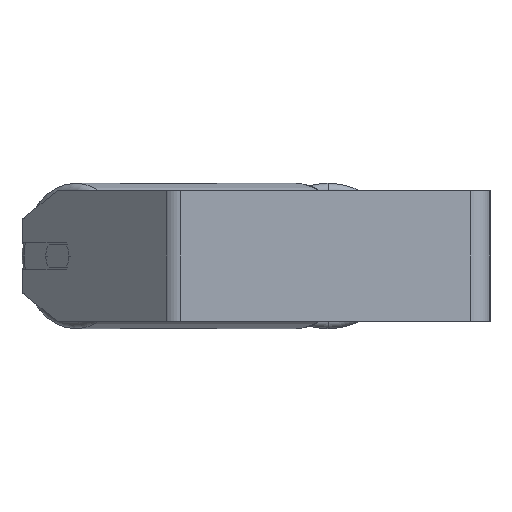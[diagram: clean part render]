
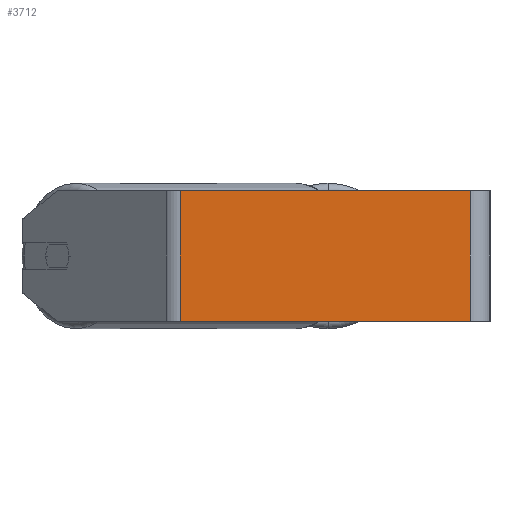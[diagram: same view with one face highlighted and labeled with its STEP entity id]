
A CAD part, left-side view. The second image highlights one B-rep face of the part: STEP entity #3712.
In plain terms, the highlighted planar face has unit normal (-1, 0, 0).
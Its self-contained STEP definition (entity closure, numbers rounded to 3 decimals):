
#30 = CARTESIAN_POINT ( 'NONE',  ( -360., 189.47, -40. ) ) ;
#352 = DIRECTION ( 'NONE',  ( 0., 0., -1. ) ) ;
#399 = DIRECTION ( 'NONE',  ( 0., 0., -1. ) ) ;
#441 = LINE ( 'NONE', #2473, #6489 ) ;
#442 = CARTESIAN_POINT ( 'NONE',  ( -360., 12., 40. ) ) ;
#701 = EDGE_CURVE ( 'NONE', #8662, #4555, #2991, .T. ) ;
#1599 = EDGE_LOOP ( 'NONE', ( #3812, #2749, #7151, #4298 ) ) ;
#2473 = CARTESIAN_POINT ( 'NONE',  ( -360., 194.441, 40. ) ) ;
#2749 = ORIENTED_EDGE ( 'NONE', *, *, #701, .F. ) ;
#2954 = VERTEX_POINT ( 'NONE', #6129 ) ;
#2991 = LINE ( 'NONE', #5775, #5202 ) ;
#3024 = CARTESIAN_POINT ( 'NONE',  ( -360., 189.47, 40. ) ) ;
#3712 = ADVANCED_FACE ( 'NONE', ( #4438 ), #7143, .F. ) ;
#3768 = CARTESIAN_POINT ( 'NONE',  ( -360., 194.441, 40. ) ) ;
#3812 = ORIENTED_EDGE ( 'NONE', *, *, #5947, .T. ) ;
#3832 = VECTOR ( 'NONE', #352, 1000. ) ;
#4298 = ORIENTED_EDGE ( 'NONE', *, *, #4664, .T. ) ;
#4438 = FACE_OUTER_BOUND ( 'NONE', #1599, .T. ) ;
#4555 = VERTEX_POINT ( 'NONE', #7419 ) ;
#4664 = EDGE_CURVE ( 'NONE', #2954, #5621, #5681, .T. ) ;
#4746 = CARTESIAN_POINT ( 'NONE',  ( -360., 194.441, -40. ) ) ;
#5202 = VECTOR ( 'NONE', #7771, 1000. ) ;
#5621 = VERTEX_POINT ( 'NONE', #30 ) ;
#5681 = LINE ( 'NONE', #3024, #3832 ) ;
#5775 = CARTESIAN_POINT ( 'NONE',  ( -360., 12., 40. ) ) ;
#5947 = EDGE_CURVE ( 'NONE', #5621, #4555, #8732, .T. ) ;
#6129 = CARTESIAN_POINT ( 'NONE',  ( -360., 189.47, 40. ) ) ;
#6253 = VECTOR ( 'NONE', #7448, 1000. ) ;
#6480 = DIRECTION ( 'NONE',  ( 1., 0., 0. ) ) ;
#6489 = VECTOR ( 'NONE', #7882, 1000. ) ;
#7031 = EDGE_CURVE ( 'NONE', #2954, #8662, #441, .T. ) ;
#7143 = PLANE ( 'NONE',  #7629 ) ;
#7151 = ORIENTED_EDGE ( 'NONE', *, *, #7031, .F. ) ;
#7419 = CARTESIAN_POINT ( 'NONE',  ( -360., 12., -40. ) ) ;
#7448 = DIRECTION ( 'NONE',  ( 0., -1., 0. ) ) ;
#7629 = AXIS2_PLACEMENT_3D ( 'NONE', #3768, #6480, #399 ) ;
#7771 = DIRECTION ( 'NONE',  ( 0., 0., -1. ) ) ;
#7882 = DIRECTION ( 'NONE',  ( 0., -1., 0. ) ) ;
#8662 = VERTEX_POINT ( 'NONE', #442 ) ;
#8732 = LINE ( 'NONE', #4746, #6253 ) ;
